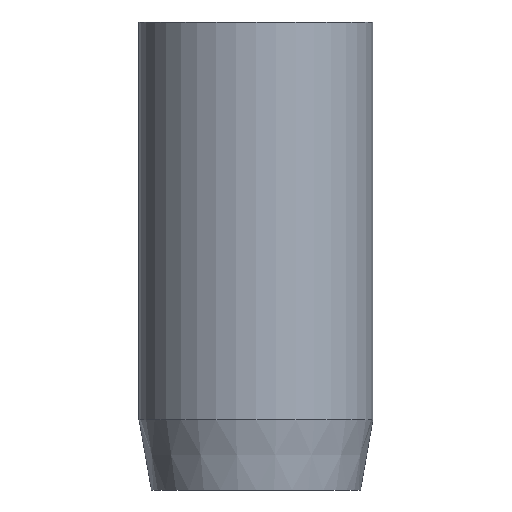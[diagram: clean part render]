
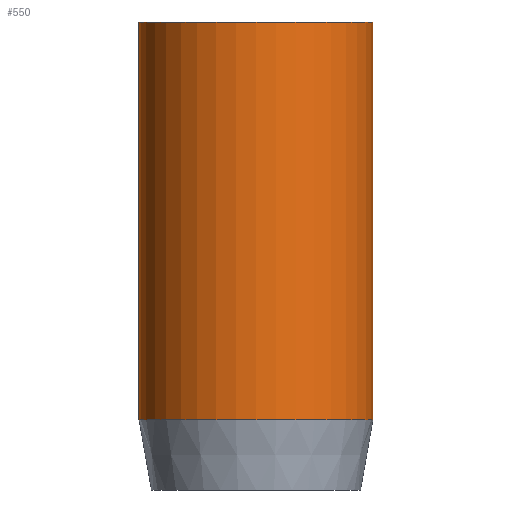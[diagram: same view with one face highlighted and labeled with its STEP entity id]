
A CAD part, front view. The second image highlights one B-rep face of the part: STEP entity #550.
In plain terms, the highlighted cylindrical face has radius 2.5 mm (diameter 5 mm), a partial arc.
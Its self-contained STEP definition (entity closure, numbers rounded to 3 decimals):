
#2 = EDGE_LOOP ( 'NONE', ( #930, #181, #267, #197 ) ) ;
#53 = CARTESIAN_POINT ( 'NONE',  ( -2.5, 0., 10. ) ) ;
#106 = CARTESIAN_POINT ( 'NONE',  ( 2.5, 0., 10. ) ) ;
#181 = ORIENTED_EDGE ( 'NONE', *, *, #1134, .F. ) ;
#197 = ORIENTED_EDGE ( 'NONE', *, *, #657, .T. ) ;
#205 = AXIS2_PLACEMENT_3D ( 'NONE', #1005, #490, #1092 ) ;
#214 = CYLINDRICAL_SURFACE ( 'NONE', #1053, 2.5 ) ;
#267 = ORIENTED_EDGE ( 'NONE', *, *, #801, .T. ) ;
#271 = LINE ( 'NONE', #106, #782 ) ;
#326 = DIRECTION ( 'NONE',  ( 0., 0., -1. ) ) ;
#333 = CARTESIAN_POINT ( 'NONE',  ( -2.5, 0., 1.5 ) ) ;
#338 = CARTESIAN_POINT ( 'NONE',  ( 0., 0., 10. ) ) ;
#431 = DIRECTION ( 'NONE',  ( 1., 0., 0. ) ) ;
#438 = VERTEX_POINT ( 'NONE', #633 ) ;
#466 = DIRECTION ( 'NONE',  ( 0., 0., -1. ) ) ;
#473 = CARTESIAN_POINT ( 'NONE',  ( 0., 0., 10. ) ) ;
#490 = DIRECTION ( 'NONE',  ( 0., 0., 1. ) ) ;
#499 = EDGE_CURVE ( 'NONE', #544, #438, #271, .T. ) ;
#544 = VERTEX_POINT ( 'NONE', #1071 ) ;
#550 = ADVANCED_FACE ( 'NONE', ( #921 ), #214, .T. ) ;
#633 = CARTESIAN_POINT ( 'NONE',  ( 2.5, 0., 1.5 ) ) ;
#646 = DIRECTION ( 'NONE',  ( -1., 0., 0. ) ) ;
#657 = EDGE_CURVE ( 'NONE', #1093, #438, #1087, .T. ) ;
#737 = VECTOR ( 'NONE', #326, 1000. ) ;
#753 = CARTESIAN_POINT ( 'NONE',  ( -2.5, 0., 10. ) ) ;
#782 = VECTOR ( 'NONE', #466, 1000. ) ;
#801 = EDGE_CURVE ( 'NONE', #832, #1093, #962, .T. ) ;
#832 = VERTEX_POINT ( 'NONE', #753 ) ;
#898 = CIRCLE ( 'NONE', #955, 2.5 ) ;
#921 = FACE_OUTER_BOUND ( 'NONE', #2, .T. ) ;
#930 = ORIENTED_EDGE ( 'NONE', *, *, #499, .F. ) ;
#953 = DIRECTION ( 'NONE',  ( 0., 0., 1. ) ) ;
#955 = AXIS2_PLACEMENT_3D ( 'NONE', #338, #953, #431 ) ;
#962 = LINE ( 'NONE', #53, #737 ) ;
#989 = DIRECTION ( 'NONE',  ( 0., 0., -1. ) ) ;
#1005 = CARTESIAN_POINT ( 'NONE',  ( 0., 0., 1.5 ) ) ;
#1053 = AXIS2_PLACEMENT_3D ( 'NONE', #473, #989, #646 ) ;
#1071 = CARTESIAN_POINT ( 'NONE',  ( 2.5, 0., 10. ) ) ;
#1087 = CIRCLE ( 'NONE', #205, 2.5 ) ;
#1092 = DIRECTION ( 'NONE',  ( 1., 0., 0. ) ) ;
#1093 = VERTEX_POINT ( 'NONE', #333 ) ;
#1134 = EDGE_CURVE ( 'NONE', #832, #544, #898, .T. ) ;
